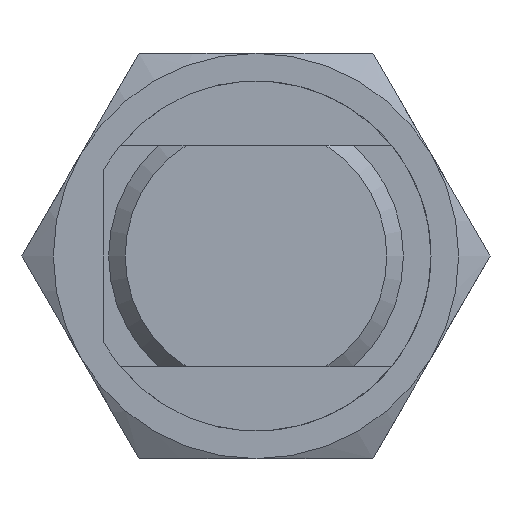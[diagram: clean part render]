
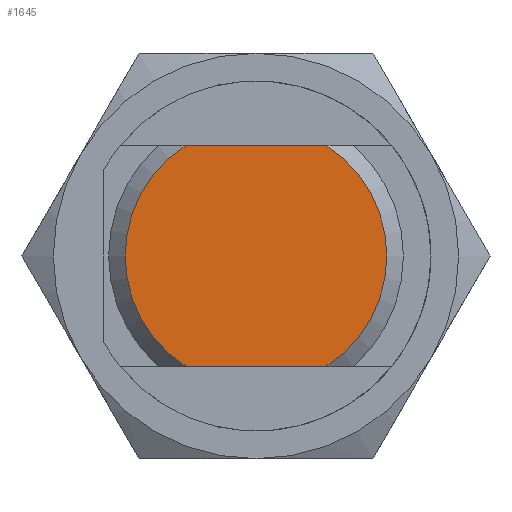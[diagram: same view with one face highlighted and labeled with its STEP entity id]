
A CAD part, front view. The second image highlights one B-rep face of the part: STEP entity #1645.
In plain terms, the highlighted planar face has unit normal (0, -1, 0).
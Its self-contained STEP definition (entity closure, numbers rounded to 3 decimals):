
#146=PLANE('',#1816);
#200=LINE('',#2580,#246);
#204=LINE('',#2585,#250);
#246=VECTOR('',#2130,1000.);
#250=VECTOR('',#2136,1000.);
#461=ORIENTED_EDGE('',*,*,#722,.F.);
#462=ORIENTED_EDGE('',*,*,#727,.T.);
#463=ORIENTED_EDGE('',*,*,#718,.F.);
#464=ORIENTED_EDGE('',*,*,#723,.T.);
#718=EDGE_CURVE('',#866,#867,#953,.T.);
#722=EDGE_CURVE('',#869,#868,#954,.T.);
#723=EDGE_CURVE('',#866,#868,#200,.T.);
#727=EDGE_CURVE('',#869,#867,#204,.T.);
#866=VERTEX_POINT('',#2563);
#867=VERTEX_POINT('',#2565);
#868=VERTEX_POINT('',#2573);
#869=VERTEX_POINT('',#2577);
#953=CIRCLE('',#1812,7.1);
#954=CIRCLE('',#1814,7.1);
#1047=EDGE_LOOP('',(#461,#462,#463,#464));
#1175=FACE_BOUND('',#1047,.T.);
#1645=ADVANCED_FACE('',(#1175),#146,.T.);
#1812=AXIS2_PLACEMENT_3D('',#2564,#2122,#2123);
#1814=AXIS2_PLACEMENT_3D('',#2578,#2126,#2127);
#1816=AXIS2_PLACEMENT_3D('',#2584,#2134,#2135);
#2122=DIRECTION('',(0.,1.,0.));
#2123=DIRECTION('',(-1.,0.,0.));
#2126=DIRECTION('',(0.,1.,0.));
#2127=DIRECTION('',(1.,0.,0.));
#2130=DIRECTION('',(1.,0.,0.));
#2134=DIRECTION('',(0.,-1.,0.));
#2135=DIRECTION('',(0.,0.,-1.));
#2136=DIRECTION('',(-1.,0.,0.));
#2563=CARTESIAN_POINT('',(-3.796,0.,-6.));
#2564=CARTESIAN_POINT('',(0.,0.,0.));
#2565=CARTESIAN_POINT('',(-3.796,0.,6.));
#2573=CARTESIAN_POINT('',(3.796,0.,-6.));
#2577=CARTESIAN_POINT('',(3.796,0.,6.));
#2578=CARTESIAN_POINT('',(0.,0.,0.));
#2580=CARTESIAN_POINT('',(-3.796,0.,-6.));
#2584=CARTESIAN_POINT('',(-4.,0.,0.));
#2585=CARTESIAN_POINT('',(3.796,0.,6.));
